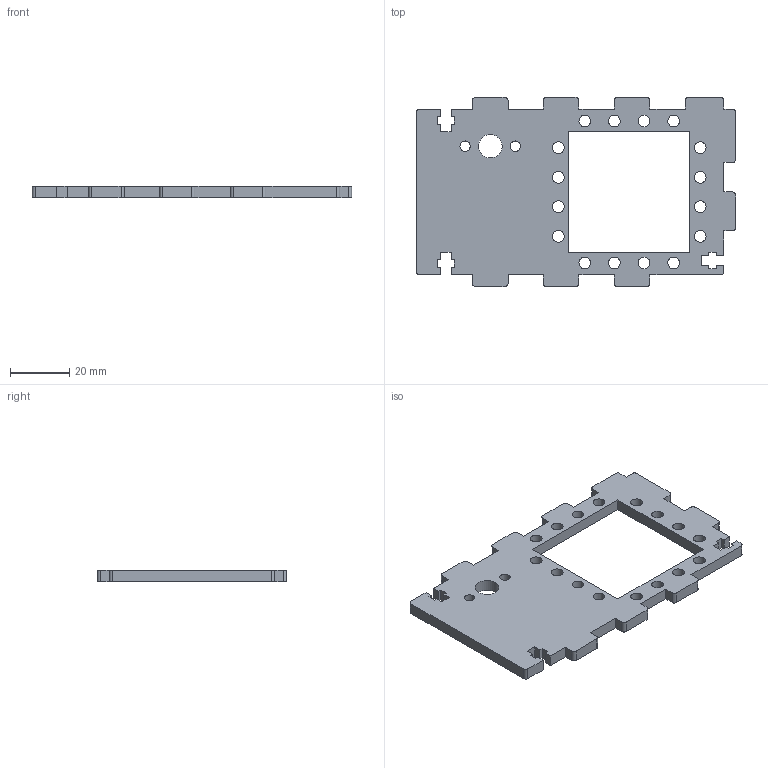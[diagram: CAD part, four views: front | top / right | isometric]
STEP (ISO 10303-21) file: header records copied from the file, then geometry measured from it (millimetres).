
FILE_DESCRIPTION(('STEP AP242'), '1');
FILE_NAME('SideFrame', '', ('UNSPECIFIED'), ('UNSPECIFIED'), 'C3D Converter', 'C3D Toolkit', '');
FILE_SCHEMA(('AP242_MANAGED_MODEL_BASED_3D_ENGINEERING_MIM_LF { 1 0 10303 442 1 1 4 }'));
Length unit declared in the file: millimetre
Bounding box: 108 x 64 x 4 mm (x, y, z)
Volume: 16942.3 mm3; surface area: 11887 mm2
Topology: 1 solids, 1 shells, 120 faces, 354 edges, 241 vertices
Faces by surface type: plane 80, cylinder 40
Full cylindrical faces by diameter (mm): 3.5 x2, 4 x16, 8 x1
Entity records: 4035 total; most frequent: CARTESIAN_POINT 697, ORIENTED_EDGE 670, DIRECTION 657, EDGE_CURVE 335, LINE 255, VECTOR 255, VERTEX_POINT 236, AXIS2_PLACEMENT_3D 201
